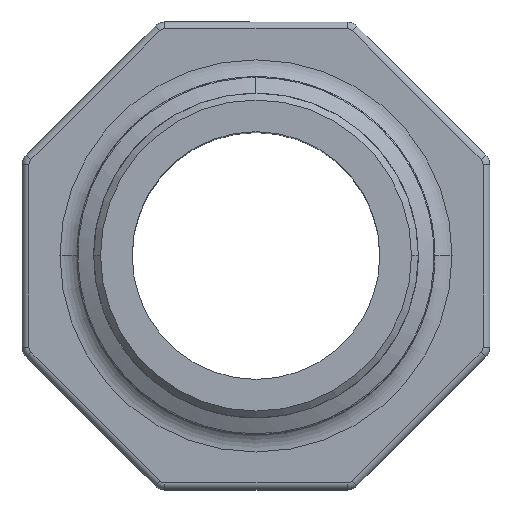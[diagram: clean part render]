
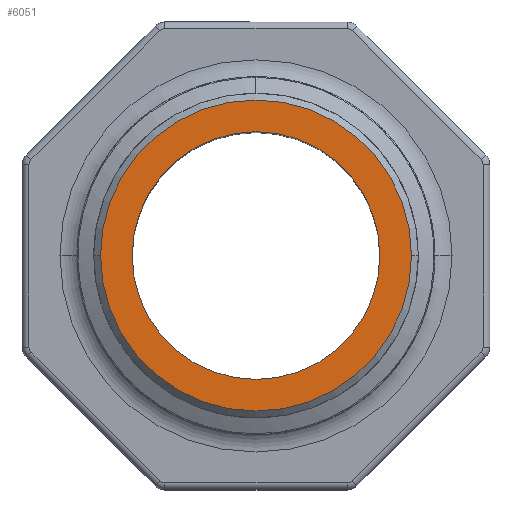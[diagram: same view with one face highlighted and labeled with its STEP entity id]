
A CAD part, top view. The second image highlights one B-rep face of the part: STEP entity #6051.
In plain terms, the highlighted planar face has unit normal (0, 0, 1).
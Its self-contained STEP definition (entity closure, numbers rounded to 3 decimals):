
#69 = EDGE_CURVE ( 'NONE', #7720, #2512, #2247, .T. ) ;
#325 = PLANE ( 'NONE',  #6110 ) ;
#631 = DIRECTION ( 'NONE',  ( 0., 0., 1. ) ) ;
#1050 = CARTESIAN_POINT ( 'NONE',  ( 0., 0., 38.5 ) ) ;
#1153 = DIRECTION ( 'NONE',  ( 1., 0., 0. ) ) ;
#1506 = DIRECTION ( 'NONE',  ( 0., 0., 1. ) ) ;
#1780 = EDGE_CURVE ( 'NONE', #2512, #7720, #2102, .T. ) ;
#1866 = EDGE_LOOP ( 'NONE', ( #5091, #6822 ) ) ;
#1965 = DIRECTION ( 'NONE',  ( 0., 0., 1. ) ) ;
#2102 = CIRCLE ( 'NONE', #3917, 11.3 ) ;
#2247 = CIRCLE ( 'NONE', #10521, 11.3 ) ;
#2512 = VERTEX_POINT ( 'NONE', #3910 ) ;
#2804 = EDGE_CURVE ( 'NONE', #4132, #3721, #9744, .T. ) ;
#3247 = FACE_BOUND ( 'NONE', #1866, .T. ) ;
#3665 = AXIS2_PLACEMENT_3D ( 'NONE', #3754, #1965, #7731 ) ;
#3721 = VERTEX_POINT ( 'NONE', #9222 ) ;
#3754 = CARTESIAN_POINT ( 'NONE',  ( 0., 0., 38.5 ) ) ;
#3910 = CARTESIAN_POINT ( 'NONE',  ( 11.3, 0., 38.5 ) ) ;
#3917 = AXIS2_PLACEMENT_3D ( 'NONE', #3958, #631, #5550 ) ;
#3936 = CARTESIAN_POINT ( 'NONE',  ( 0., 0., 38.5 ) ) ;
#3958 = CARTESIAN_POINT ( 'NONE',  ( 0., 0., 38.5 ) ) ;
#4132 = VERTEX_POINT ( 'NONE', #7672 ) ;
#4360 = DIRECTION ( 'NONE',  ( 0., 0., 1. ) ) ;
#4395 = CARTESIAN_POINT ( 'NONE',  ( 0., 0., 38.5 ) ) ;
#4464 = CARTESIAN_POINT ( 'NONE',  ( -11.3, 0., 38.5 ) ) ;
#4870 = EDGE_LOOP ( 'NONE', ( #9006, #7289 ) ) ;
#5091 = ORIENTED_EDGE ( 'NONE', *, *, #7621, .F. ) ;
#5550 = DIRECTION ( 'NONE',  ( 1., 0., 0. ) ) ;
#6013 = DIRECTION ( 'NONE',  ( 0., 0., 1. ) ) ;
#6051 = ADVANCED_FACE ( 'NONE', ( #6926, #3247 ), #325, .T. ) ;
#6110 = AXIS2_PLACEMENT_3D ( 'NONE', #4395, #6013, #6836 ) ;
#6822 = ORIENTED_EDGE ( 'NONE', *, *, #2804, .F. ) ;
#6836 = DIRECTION ( 'NONE',  ( 1., 0., 0. ) ) ;
#6926 = FACE_OUTER_BOUND ( 'NONE', #4870, .T. ) ;
#7181 = DIRECTION ( 'NONE',  ( 1., 0., 0. ) ) ;
#7289 = ORIENTED_EDGE ( 'NONE', *, *, #1780, .T. ) ;
#7456 = AXIS2_PLACEMENT_3D ( 'NONE', #3936, #1506, #7181 ) ;
#7552 = CIRCLE ( 'NONE', #3665, 9. ) ;
#7621 = EDGE_CURVE ( 'NONE', #3721, #4132, #7552, .T. ) ;
#7672 = CARTESIAN_POINT ( 'NONE',  ( 9., 0., 38.5 ) ) ;
#7720 = VERTEX_POINT ( 'NONE', #4464 ) ;
#7731 = DIRECTION ( 'NONE',  ( 1., 0., 0. ) ) ;
#9006 = ORIENTED_EDGE ( 'NONE', *, *, #69, .T. ) ;
#9222 = CARTESIAN_POINT ( 'NONE',  ( -9., 0., 38.5 ) ) ;
#9744 = CIRCLE ( 'NONE', #7456, 9. ) ;
#10521 = AXIS2_PLACEMENT_3D ( 'NONE', #1050, #4360, #1153 ) ;
